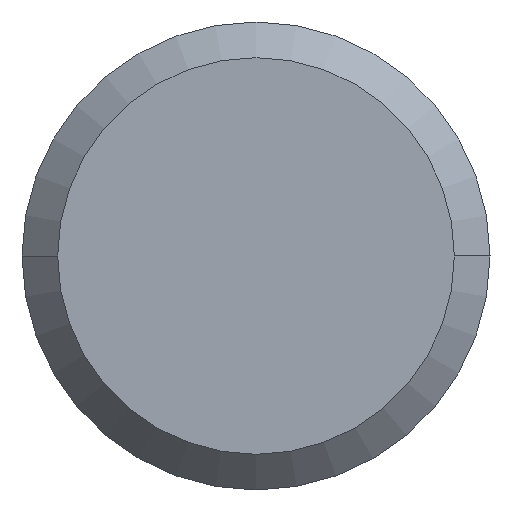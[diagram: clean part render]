
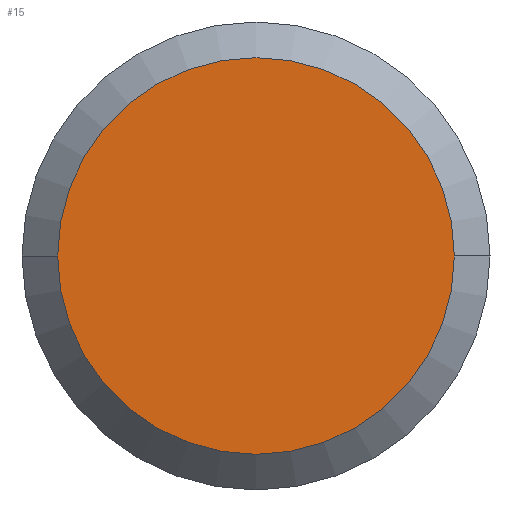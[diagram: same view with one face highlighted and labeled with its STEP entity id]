
A CAD part, left-side view. The second image highlights one B-rep face of the part: STEP entity #15.
In plain terms, the highlighted planar face has unit normal (-1, 0, 0).
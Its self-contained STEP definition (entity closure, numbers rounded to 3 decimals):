
#1 = DIRECTION ( 'NONE',  ( 0., 1., 0. ) ) ;
#2 = VERTEX_POINT ( 'NONE', #353 ) ;
#15 = ADVANCED_FACE ( 'NONE', ( #415 ), #197, .T. ) ;
#24 = DIRECTION ( 'NONE',  ( 1., 0., 0. ) ) ;
#48 = CARTESIAN_POINT ( 'NONE',  ( 0., 0., 0. ) ) ;
#75 = VERTEX_POINT ( 'NONE', #259 ) ;
#80 = DIRECTION ( 'NONE',  ( 0., 1., 0. ) ) ;
#97 = ORIENTED_EDGE ( 'NONE', *, *, #107, .F. ) ;
#107 = EDGE_CURVE ( 'NONE', #75, #2, #375, .T. ) ;
#130 = DIRECTION ( 'NONE',  ( 0., -1., 0. ) ) ;
#132 = AXIS2_PLACEMENT_3D ( 'NONE', #231, #199, #130 ) ;
#148 = CIRCLE ( 'NONE', #411, 4.238 ) ;
#159 = ORIENTED_EDGE ( 'NONE', *, *, #355, .F. ) ;
#197 = PLANE ( 'NONE',  #132 ) ;
#199 = DIRECTION ( 'NONE',  ( -1., 0., 0. ) ) ;
#203 = EDGE_LOOP ( 'NONE', ( #159, #97 ) ) ;
#231 = CARTESIAN_POINT ( 'NONE',  ( 0., 0., 0. ) ) ;
#234 = DIRECTION ( 'NONE',  ( 1., 0., 0. ) ) ;
#259 = CARTESIAN_POINT ( 'NONE',  ( 0., -4.238, 0. ) ) ;
#270 = CARTESIAN_POINT ( 'NONE',  ( 0., 0., 0. ) ) ;
#353 = CARTESIAN_POINT ( 'NONE',  ( 0., 4.238, 0. ) ) ;
#355 = EDGE_CURVE ( 'NONE', #2, #75, #148, .T. ) ;
#375 = CIRCLE ( 'NONE', #408, 4.238 ) ;
#408 = AXIS2_PLACEMENT_3D ( 'NONE', #270, #234, #1 ) ;
#411 = AXIS2_PLACEMENT_3D ( 'NONE', #48, #24, #80 ) ;
#415 = FACE_OUTER_BOUND ( 'NONE', #203, .T. ) ;
